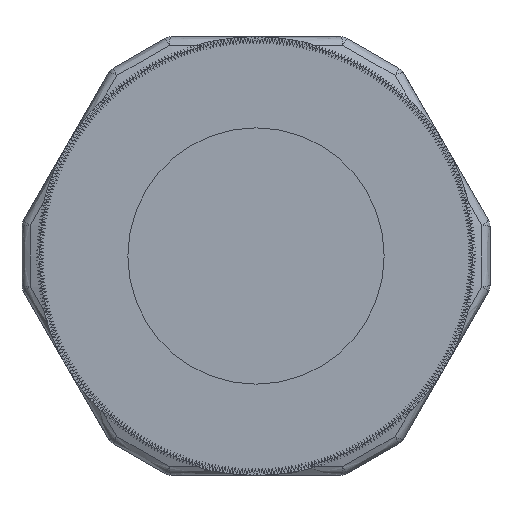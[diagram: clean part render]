
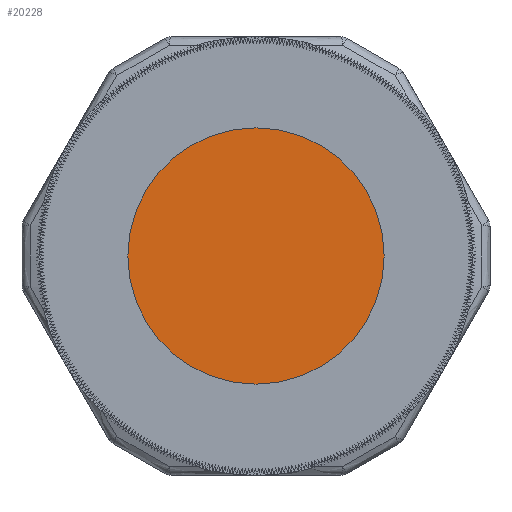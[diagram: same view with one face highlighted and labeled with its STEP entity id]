
A CAD part, left-side view. The second image highlights one B-rep face of the part: STEP entity #20228.
In plain terms, the highlighted planar face has unit normal (-1, 0, 0).
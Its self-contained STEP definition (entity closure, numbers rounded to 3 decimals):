
#6334=PLANE('',#21456);
#7350=FACE_OUTER_BOUND('',#8374,.T.);
#8374=EDGE_LOOP('',(#19101));
#8584=CIRCLE('',#21457,4.97);
#10535=VERTEX_POINT('',#33402);
#13403=EDGE_CURVE('',#10535,#10535,#8584,.T.);
#19101=ORIENTED_EDGE('',*,*,#13403,.F.);
#20228=ADVANCED_FACE('',(#7350),#6334,.T.);
#21456=AXIS2_PLACEMENT_3D('',#33401,#26386,#26387);
#21457=AXIS2_PLACEMENT_3D('',#33403,#26388,#26389);
#26386=DIRECTION('center_axis',(-1.,0.,0.));
#26387=DIRECTION('ref_axis',(0.,0.,1.));
#26388=DIRECTION('center_axis',(1.,0.,0.));
#26389=DIRECTION('ref_axis',(0.,0.,-1.));
#33401=CARTESIAN_POINT('Origin',(-6.1,4.97,0.));
#33402=CARTESIAN_POINT('',(-6.1,4.97,0.));
#33403=CARTESIAN_POINT('Origin',(-6.1,0.,0.));
